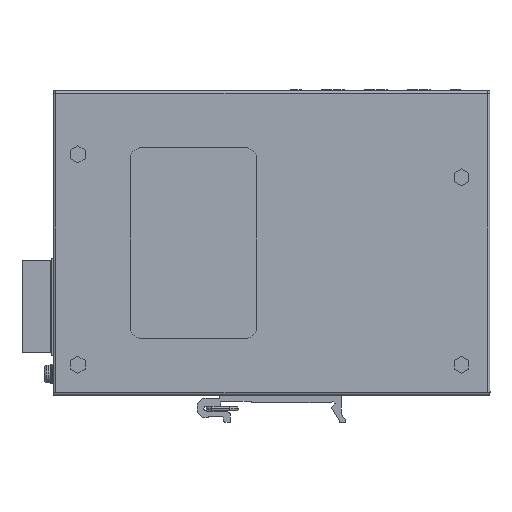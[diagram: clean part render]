
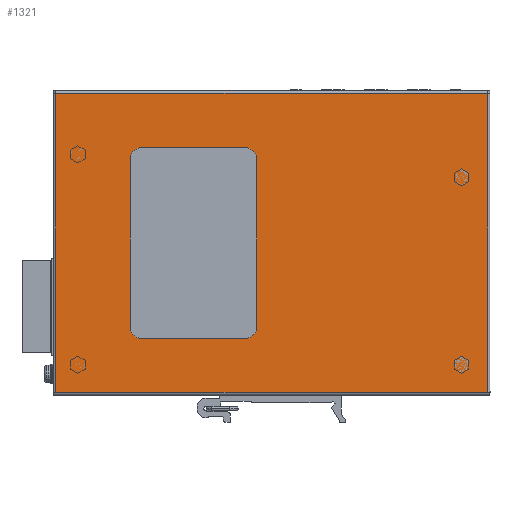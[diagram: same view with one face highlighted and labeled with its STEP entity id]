
A CAD part, left-side view. The second image highlights one B-rep face of the part: STEP entity #1321.
In plain terms, the highlighted planar face has unit normal (-1, 0, 0).
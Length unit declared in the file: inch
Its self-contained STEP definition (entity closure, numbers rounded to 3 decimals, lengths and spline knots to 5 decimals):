
#221 = CARTESIAN_POINT ( 'NONE',  ( -0.59055, 2.09111, 3.11024 ) ) ;
#1163 = CARTESIAN_POINT ( 'NONE',  ( -0.59055, -2.48369, 2.14173 ) ) ;
#1321 = ADVANCED_FACE ( 'NONE', ( #47017, #26227 ), #57743, .F. ) ;
#1689 = EDGE_CURVE ( 'NONE', #52507, #14019, #38155, .T. ) ;
#2073 = DIRECTION ( 'NONE',  ( 0., 1., 0. ) ) ;
#2291 = CARTESIAN_POINT ( 'NONE',  ( -0.59055, -2.48369, 3.96063 ) ) ;
#3664 = CARTESIAN_POINT ( 'NONE',  ( -0.59055, -2.48369, 0.13386 ) ) ;
#6892 = VECTOR ( 'NONE', #66476, 39.37008 ) ;
#7126 = ORIENTED_EDGE ( 'NONE', *, *, #29341, .T. ) ;
#7685 = VECTOR ( 'NONE', #65530, 39.37008 ) ;
#7744 = CARTESIAN_POINT ( 'NONE',  ( -0.59055, 1.93363, 3.11024 ) ) ;
#7829 = VECTOR ( 'NONE', #54857, 39.37008 ) ;
#8319 = ORIENTED_EDGE ( 'NONE', *, *, #17429, .T. ) ;
#10308 = VERTEX_POINT ( 'NONE', #10948 ) ;
#10882 = CARTESIAN_POINT ( 'NONE',  ( -0.59055, 3.04387, 2.14173 ) ) ;
#10948 = CARTESIAN_POINT ( 'NONE',  ( -0.59055, 0.62655, 0.8189 ) ) ;
#12335 = VERTEX_POINT ( 'NONE', #60837 ) ;
#12947 = CIRCLE ( 'NONE', #49454, 0.15748 ) ;
#13499 = LINE ( 'NONE', #34934, #19098 ) ;
#14019 = VERTEX_POINT ( 'NONE', #2291 ) ;
#14093 = VECTOR ( 'NONE', #2073, 39.37008 ) ;
#14748 = CARTESIAN_POINT ( 'NONE',  ( -0.59055, 0.62655, 3.26772 ) ) ;
#16314 = VERTEX_POINT ( 'NONE', #44208 ) ;
#16967 = DIRECTION ( 'NONE',  ( 0., 1., 0. ) ) ;
#17429 = EDGE_CURVE ( 'NONE', #10308, #63967, #21810, .T. ) ;
#18239 = LINE ( 'NONE', #64998, #31847 ) ;
#18564 = VECTOR ( 'NONE', #31589, 39.37008 ) ;
#19012 = DIRECTION ( 'NONE',  ( 0., 0., -1. ) ) ;
#19098 = VECTOR ( 'NONE', #19012, 39.37008 ) ;
#19635 = AXIS2_PLACEMENT_3D ( 'NONE', #36264, #48021, #21711 ) ;
#20738 = CARTESIAN_POINT ( 'NONE',  ( -0.59055, 3.04387, 3.96063 ) ) ;
#20853 = CARTESIAN_POINT ( 'NONE',  ( -0.59055, 1.93363, 0.97638 ) ) ;
#21184 = DIRECTION ( 'NONE',  ( 1., 0., 0. ) ) ;
#21711 = DIRECTION ( 'NONE',  ( 0., 0., -1. ) ) ;
#21810 = LINE ( 'NONE', #42934, #58754 ) ;
#23452 = VERTEX_POINT ( 'NONE', #63005 ) ;
#23453 = CARTESIAN_POINT ( 'NONE',  ( -0.59055, 1.93363, 0.8189 ) ) ;
#23947 = CARTESIAN_POINT ( 'NONE',  ( -0.59055, 3.04387, 2.14173 ) ) ;
#24429 = VERTEX_POINT ( 'NONE', #3664 ) ;
#24574 = EDGE_CURVE ( 'NONE', #23452, #52507, #52779, .T. ) ;
#24655 = DIRECTION ( 'NONE',  ( 0., 0., -1. ) ) ;
#26227 = FACE_OUTER_BOUND ( 'NONE', #50241, .T. ) ;
#27015 = CARTESIAN_POINT ( 'NONE',  ( -0.59055, 3.04387, 0.13386 ) ) ;
#27067 = EDGE_CURVE ( 'NONE', #41658, #32654, #60399, .T. ) ;
#27330 = LINE ( 'NONE', #54690, #14093 ) ;
#27465 = LINE ( 'NONE', #1163, #6892 ) ;
#28287 = AXIS2_PLACEMENT_3D ( 'NONE', #20853, #21184, #37107 ) ;
#29029 = ORIENTED_EDGE ( 'NONE', *, *, #30115, .T. ) ;
#29341 = EDGE_CURVE ( 'NONE', #16314, #10308, #12947, .T. ) ;
#29377 = CIRCLE ( 'NONE', #28287, 0.15748 ) ;
#30115 = EDGE_CURVE ( 'NONE', #12335, #49466, #18239, .T. ) ;
#30141 = DIRECTION ( 'NONE',  ( 1., 0., 0. ) ) ;
#30239 = EDGE_CURVE ( 'NONE', #66367, #24429, #62178, .T. ) ;
#31589 = DIRECTION ( 'NONE',  ( 0., -1., 0. ) ) ;
#31592 = AXIS2_PLACEMENT_3D ( 'NONE', #7744, #49978, #45125 ) ;
#31704 = VERTEX_POINT ( 'NONE', #65271 ) ;
#31847 = VECTOR ( 'NONE', #39347, 39.37008 ) ;
#32333 = VERTEX_POINT ( 'NONE', #27015 ) ;
#32426 = AXIS2_PLACEMENT_3D ( 'NONE', #33770, #38280, #24655 ) ;
#32654 = VERTEX_POINT ( 'NONE', #221 ) ;
#33770 = CARTESIAN_POINT ( 'NONE',  ( -0.59055, 0.62655, 3.11024 ) ) ;
#34934 = CARTESIAN_POINT ( 'NONE',  ( -0.59055, 0.46907, 2.14173 ) ) ;
#36264 = CARTESIAN_POINT ( 'NONE',  ( -0.59055, 0.28009, 2.14173 ) ) ;
#36851 = ORIENTED_EDGE ( 'NONE', *, *, #1689, .F. ) ;
#37107 = DIRECTION ( 'NONE',  ( 0., 0., -1. ) ) ;
#38155 = LINE ( 'NONE', #53061, #18564 ) ;
#38280 = DIRECTION ( 'NONE',  ( 1., 0., 0. ) ) ;
#39347 = DIRECTION ( 'NONE',  ( 0., -1., 0. ) ) ;
#39668 = EDGE_LOOP ( 'NONE', ( #8319, #66733, #63255, #45806, #29029, #60310, #48477, #7126 ) ) ;
#41658 = VERTEX_POINT ( 'NONE', #63683 ) ;
#42692 = EDGE_CURVE ( 'NONE', #32654, #12335, #61471, .T. ) ;
#42934 = CARTESIAN_POINT ( 'NONE',  ( -0.59055, 0.28009, 0.8189 ) ) ;
#42990 = ORIENTED_EDGE ( 'NONE', *, *, #24574, .F. ) ;
#43504 = CIRCLE ( 'NONE', #32426, 0.15748 ) ;
#44077 = EDGE_CURVE ( 'NONE', #63967, #41658, #29377, .T. ) ;
#44208 = CARTESIAN_POINT ( 'NONE',  ( -0.59055, 0.46907, 0.97638 ) ) ;
#45125 = DIRECTION ( 'NONE',  ( 0., 0., -1. ) ) ;
#45763 = VECTOR ( 'NONE', #53806, 39.37008 ) ;
#45806 = ORIENTED_EDGE ( 'NONE', *, *, #42692, .T. ) ;
#47017 = FACE_BOUND ( 'NONE', #39668, .T. ) ;
#47110 = DIRECTION ( 'NONE',  ( 0., 0., -1. ) ) ;
#48021 = DIRECTION ( 'NONE',  ( 1., 0., 0. ) ) ;
#48477 = ORIENTED_EDGE ( 'NONE', *, *, #56657, .T. ) ;
#49454 = AXIS2_PLACEMENT_3D ( 'NONE', #56812, #30141, #47110 ) ;
#49466 = VERTEX_POINT ( 'NONE', #14748 ) ;
#49663 = EDGE_CURVE ( 'NONE', #32333, #23452, #55808, .T. ) ;
#49978 = DIRECTION ( 'NONE',  ( 1., 0., 0. ) ) ;
#50241 = EDGE_LOOP ( 'NONE', ( #53239, #65231, #61254, #57391, #36851, #42990 ) ) ;
#52337 = EDGE_CURVE ( 'NONE', #14019, #66367, #27465, .T. ) ;
#52507 = VERTEX_POINT ( 'NONE', #20738 ) ;
#52779 = LINE ( 'NONE', #10882, #45763 ) ;
#53061 = CARTESIAN_POINT ( 'NONE',  ( -0.59055, 0.28009, 3.96063 ) ) ;
#53239 = ORIENTED_EDGE ( 'NONE', *, *, #49663, .F. ) ;
#53806 = DIRECTION ( 'NONE',  ( 0., 0., 1. ) ) ;
#54690 = CARTESIAN_POINT ( 'NONE',  ( -0.59055, 0.28009, 0.13386 ) ) ;
#54857 = DIRECTION ( 'NONE',  ( 0., 0., 1. ) ) ;
#55808 = LINE ( 'NONE', #23947, #7685 ) ;
#56657 = EDGE_CURVE ( 'NONE', #31704, #16314, #13499, .T. ) ;
#56812 = CARTESIAN_POINT ( 'NONE',  ( -0.59055, 0.62655, 0.97638 ) ) ;
#57267 = VECTOR ( 'NONE', #66350, 39.37008 ) ;
#57391 = ORIENTED_EDGE ( 'NONE', *, *, #52337, .F. ) ;
#57743 = PLANE ( 'NONE',  #19635 ) ;
#58636 = EDGE_CURVE ( 'NONE', #49466, #31704, #43504, .T. ) ;
#58754 = VECTOR ( 'NONE', #16967, 39.37008 ) ;
#59600 = CARTESIAN_POINT ( 'NONE',  ( -0.59055, -2.48369, 3.95276 ) ) ;
#60310 = ORIENTED_EDGE ( 'NONE', *, *, #58636, .T. ) ;
#60399 = LINE ( 'NONE', #60739, #7829 ) ;
#60739 = CARTESIAN_POINT ( 'NONE',  ( -0.59055, 2.09111, 2.14173 ) ) ;
#60837 = CARTESIAN_POINT ( 'NONE',  ( -0.59055, 1.93363, 3.26772 ) ) ;
#61254 = ORIENTED_EDGE ( 'NONE', *, *, #30239, .F. ) ;
#61471 = CIRCLE ( 'NONE', #31592, 0.15748 ) ;
#62178 = LINE ( 'NONE', #67709, #57267 ) ;
#63005 = CARTESIAN_POINT ( 'NONE',  ( -0.59055, 3.04387, 3.95276 ) ) ;
#63255 = ORIENTED_EDGE ( 'NONE', *, *, #27067, .T. ) ;
#63683 = CARTESIAN_POINT ( 'NONE',  ( -0.59055, 2.09111, 0.97638 ) ) ;
#63967 = VERTEX_POINT ( 'NONE', #23453 ) ;
#64998 = CARTESIAN_POINT ( 'NONE',  ( -0.59055, 0.28009, 3.26772 ) ) ;
#65231 = ORIENTED_EDGE ( 'NONE', *, *, #67647, .F. ) ;
#65271 = CARTESIAN_POINT ( 'NONE',  ( -0.59055, 0.46907, 3.11024 ) ) ;
#65530 = DIRECTION ( 'NONE',  ( 0., 0., 1. ) ) ;
#66350 = DIRECTION ( 'NONE',  ( 0., 0., -1. ) ) ;
#66367 = VERTEX_POINT ( 'NONE', #59600 ) ;
#66476 = DIRECTION ( 'NONE',  ( 0., 0., -1. ) ) ;
#66733 = ORIENTED_EDGE ( 'NONE', *, *, #44077, .T. ) ;
#67647 = EDGE_CURVE ( 'NONE', #24429, #32333, #27330, .T. ) ;
#67709 = CARTESIAN_POINT ( 'NONE',  ( -0.59055, -2.48369, 2.14173 ) ) ;
